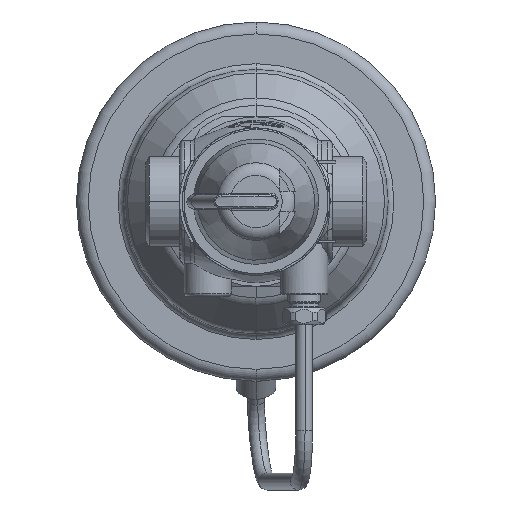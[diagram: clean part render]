
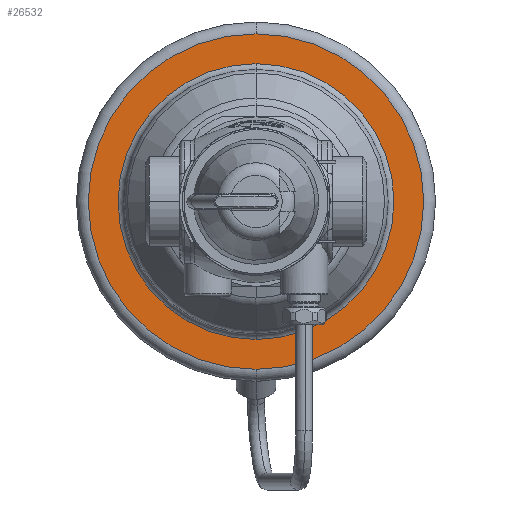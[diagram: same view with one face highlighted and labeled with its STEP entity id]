
A CAD part, front view. The second image highlights one B-rep face of the part: STEP entity #26532.
In plain terms, the highlighted planar face has unit normal (0, -1, 0).
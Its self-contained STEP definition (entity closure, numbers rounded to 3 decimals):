
#913=CARTESIAN_POINT('',(0.,65.607,0.));
#914=DIRECTION('',(0.,1.,0.));
#915=DIRECTION('',(0.,0.,1.));
#916=AXIS2_PLACEMENT_3D('',#913,#914,#915);
#918=CARTESIAN_POINT('',(0.,65.607,0.));
#919=DIRECTION('',(0.,-1.,0.));
#920=DIRECTION('',(0.,0.,1.));
#921=AXIS2_PLACEMENT_3D('',#918,#919,#920);
#938=CARTESIAN_POINT('',(0.,65.607,0.));
#939=DIRECTION('',(0.,-1.,0.));
#940=DIRECTION('',(0.,0.,1.));
#941=AXIS2_PLACEMENT_3D('',#938,#939,#940);
#948=CARTESIAN_POINT('',(0.,65.607,0.));
#949=DIRECTION('',(0.,1.,0.));
#950=DIRECTION('',(0.,0.,1.));
#951=AXIS2_PLACEMENT_3D('',#948,#949,#950);
#24123=CARTESIAN_POINT('',(0.,65.607,40.7));
#24125=VERTEX_POINT('',#24123);
#24127=CARTESIAN_POINT('',(0.,65.607,-40.7));
#24129=VERTEX_POINT('',#24127);
#24134=CARTESIAN_POINT('',(0.,65.607,49.5));
#24135=CARTESIAN_POINT('',(0.,65.607,-49.5));
#24136=VERTEX_POINT('',#24134);
#24137=VERTEX_POINT('',#24135);
#26517=CARTESIAN_POINT('',(0.,65.607,0.));
#26518=DIRECTION('',(0.,-1.,0.));
#26519=DIRECTION('',(0.,0.,-1.));
#26520=AXIS2_PLACEMENT_3D('',#26517,#26518,#26519);
#26521=PLANE('',#26520);
#26523=ORIENTED_EDGE('',*,*,#26522,.F.);
#26525=ORIENTED_EDGE('',*,*,#26524,.T.);
#26526=EDGE_LOOP('',(#26523,#26525));
#26527=FACE_OUTER_BOUND('',#26526,.F.);
#26528=ORIENTED_EDGE('',*,*,#26510,.F.);
#26529=ORIENTED_EDGE('',*,*,#26499,.T.);
#26530=EDGE_LOOP('',(#26528,#26529));
#26531=FACE_BOUND('',#26530,.F.);
#26532=ADVANCED_FACE('',(#26527,#26531),#26521,.T.);
#917=CIRCLE('',#916,40.7);
#922=CIRCLE('',#921,40.7);
#942=CIRCLE('',#941,49.5);
#952=CIRCLE('',#951,49.5);
#26499=EDGE_CURVE('',#24125,#24129,#922,.T.);
#26510=EDGE_CURVE('',#24125,#24129,#917,.T.);
#26522=EDGE_CURVE('',#24136,#24137,#942,.T.);
#26524=EDGE_CURVE('',#24136,#24137,#952,.T.);
